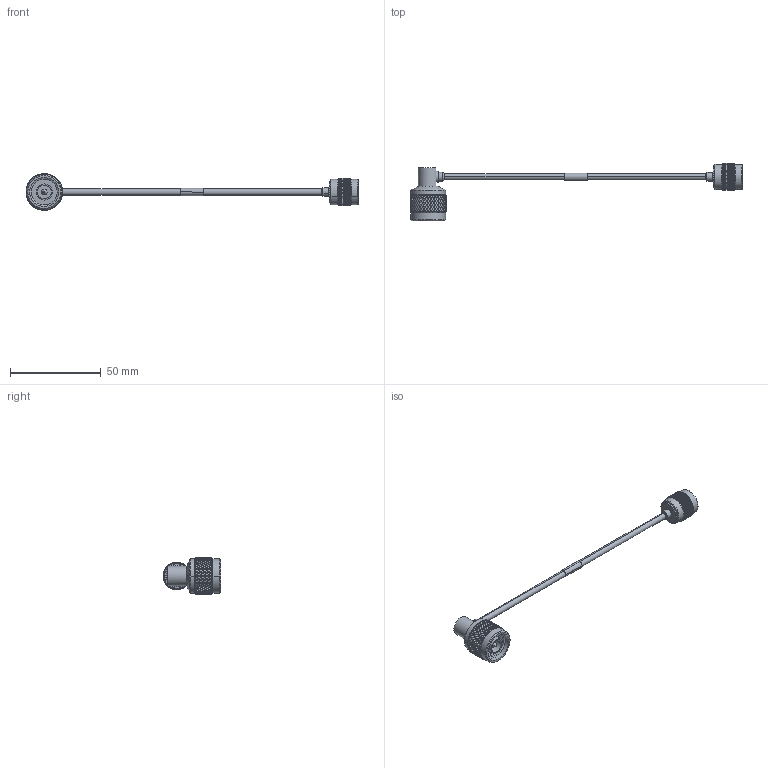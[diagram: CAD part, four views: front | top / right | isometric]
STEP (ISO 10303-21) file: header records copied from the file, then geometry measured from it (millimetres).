
FILE_DESCRIPTION (( 'STEP AP214' ), '1' );
FILE_NAME ('LCCA30448.step', '2020-05-02T08:50:01', ( '' ), ( '' ), 'SwSTEP 2.0', 'SolidWorks 2018', '' );
FILE_SCHEMA (( 'AUTOMOTIVE_DESIGN' ));
Length unit declared in the file: inch
Products named in the file (7): LCCN3059; LCCN3053; solder plug left^LCCA30448; solder plug right^LCCA30448; LC141TB (141 FORMABLE); 1AW01-003_.152 ID; LCCA30448
Assembly tree (6 placements, depth 2):
  LCCA30448
    LC141TB (141 FORMABLE)
    LCCN3053
    solder plug left^LCCA30448
    1AW01-003_.152 ID
    LCCN3059
    solder plug right^LCCA30448
Bounding box: 182.61 x 31.72 x 20.07 mm (x, y, z)
Volume: 7039.3 mm3; surface area: 8731.8 mm2
Topology: 6 solids, 6 shells, 4462 faces, 9251 edges, 4814 vertices
Faces by surface type: bspline 3283, cylinder 849, cone 265, plane 51, torus 8, sphere 6
Entity records: 171103 total; most frequent: CARTESIAN_POINT 112914, ORIENTED_EDGE 18502, EDGE_CURVE 9251, VERTEX_POINT 4814, EDGE_LOOP 4481, FACE_OUTER_BOUND 4462, ADVANCED_FACE 4462, DIRECTION 3853
